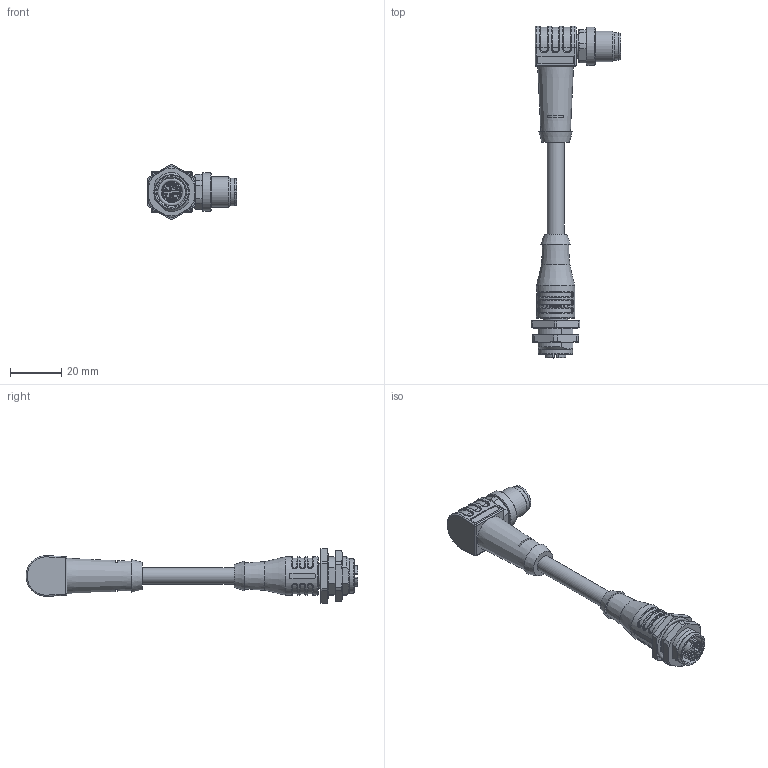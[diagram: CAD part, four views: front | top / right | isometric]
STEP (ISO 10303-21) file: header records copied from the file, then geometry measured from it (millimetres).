
FILE_DESCRIPTION(/* description */ (''),/* implementation_level */ '2;1');
FILE_NAME(/* name */ 'RA-FKFDSX8-L-RA-WWASSX8_S5006.stp',/* time_stamp */ '2017-09-01T16:04:32+02:00',/* author */ (''),/* organization */ (''),/* preprocessor_version */ 'ST-DEVELOPER v16',/* originating_system */ 'SIEMENS PLM Software NX 10.0',/* authorisation */ '');
FILE_SCHEMA (('AUTOMOTIVE_DESIGN { 1 0 10303 214 3 1 1 1 }'));
Length unit declared in the file: millimetre
Products named in the file (1): RA-FKFDSX8-L-RA-WWASSX8_S5006_stp
Bounding box: 35.01 x 129.97 x 21.5 mm (x, y, z)
Volume: 16986.7 mm3; surface area: 8602.1 mm2
Topology: 1 solids, 1 shells, 610 faces, 1565 edges, 996 vertices
Faces by surface type: cylinder 222, plane 222, bspline 57, torus 53, cone 44, sphere 12
Full cylindrical faces by diameter (mm): 0.6 x8, 0.725 x8, 1.3 x8, 6.6 x1, 9.4 x1, 10.8 x1, 10.92 x1, 12 x1, 13.4 x1, 15 x2, 15.6 x1
Entity records: 19910 total; most frequent: CARTESIAN_POINT 5803, DIRECTION 2966, ORIENTED_EDGE 2884, EDGE_CURVE 1442, AXIS2_PLACEMENT_3D 1186, VERTEX_POINT 945, EDGE_LOOP 729, ADVANCED_FACE 610
